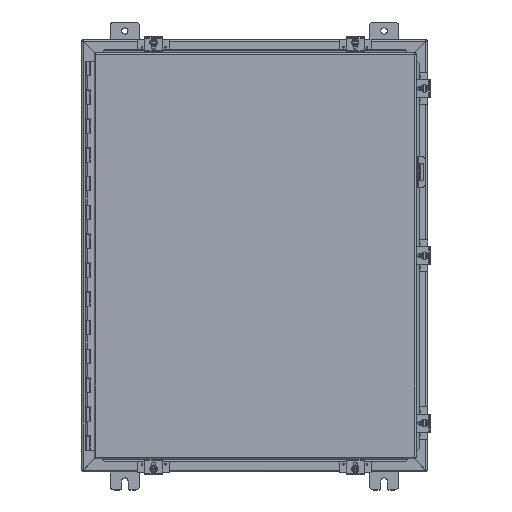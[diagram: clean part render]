
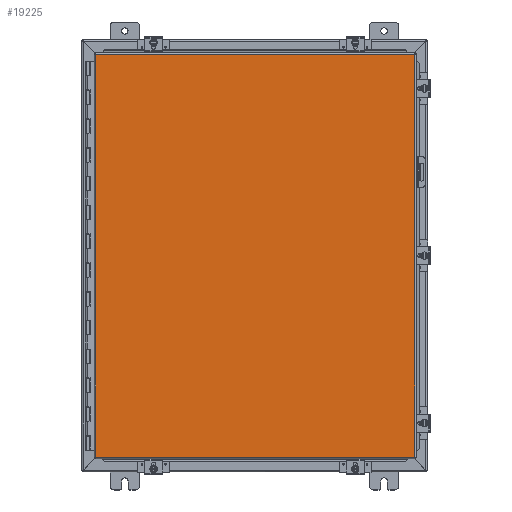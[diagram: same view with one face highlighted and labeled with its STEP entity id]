
A CAD part, top view. The second image highlights one B-rep face of the part: STEP entity #19225.
In plain terms, the highlighted face is planar.
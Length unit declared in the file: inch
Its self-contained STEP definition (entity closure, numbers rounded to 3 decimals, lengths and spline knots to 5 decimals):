
#1453 = DIRECTION ( 'NONE',  ( 0., -1., 0. ) ) ;
#1713 = CARTESIAN_POINT ( 'NONE',  ( 11.08225, -13.9885, 0. ) ) ;
#7512 = AXIS2_PLACEMENT_3D ( 'NONE', #18142, #18085, #18036 ) ;
#9304 = EDGE_CURVE ( 'NONE', #41180, #23489, #41441, .T. ) ;
#9905 = EDGE_CURVE ( 'NONE', #42386, #33767, #32474, .T. ) ;
#10898 = EDGE_CURVE ( 'NONE', #23489, #42386, #19563, .T. ) ;
#11083 = EDGE_CURVE ( 'NONE', #33767, #41180, #15375, .T. ) ;
#12315 = CARTESIAN_POINT ( 'NONE',  ( 11.08225, 13.9885, 0. ) ) ;
#13290 = ORIENTED_EDGE ( 'NONE', *, *, #9905, .T. ) ;
#15375 = LINE ( 'NONE', #41333, #15461 ) ;
#15461 = VECTOR ( 'NONE', #1453, 39.37008 ) ;
#16368 = CARTESIAN_POINT ( 'NONE',  ( 5.54112, -13.9885, 0. ) ) ;
#17094 = DIRECTION ( 'NONE',  ( 0., 1., 0. ) ) ;
#18036 = DIRECTION ( 'NONE',  ( 1., 0., 0. ) ) ;
#18085 = DIRECTION ( 'NONE',  ( 0., 0., 1. ) ) ;
#18142 = CARTESIAN_POINT ( 'NONE',  ( 0., 0., 0. ) ) ;
#18385 = ORIENTED_EDGE ( 'NONE', *, *, #9304, .T. ) ;
#18477 = PLANE ( 'NONE',  #7512 ) ;
#19225 = ADVANCED_FACE ( 'NONE', ( #23798 ), #18477, .F. ) ;
#19443 = VECTOR ( 'NONE', #17094, 39.37008 ) ;
#19563 = LINE ( 'NONE', #22016, #19443 ) ;
#22016 = CARTESIAN_POINT ( 'NONE',  ( -11.08225, -6.99425, 0. ) ) ;
#23489 = VERTEX_POINT ( 'NONE', #37197 ) ;
#23798 = FACE_OUTER_BOUND ( 'NONE', #33066, .T. ) ;
#25271 = DIRECTION ( 'NONE',  ( 1., 0., 0. ) ) ;
#27390 = CARTESIAN_POINT ( 'NONE',  ( -5.59375, 13.9885, 0. ) ) ;
#29293 = DIRECTION ( 'NONE',  ( -1., 0., 0. ) ) ;
#29950 = CARTESIAN_POINT ( 'NONE',  ( -11.08225, 13.9885, 0. ) ) ;
#32189 = VECTOR ( 'NONE', #25271, 39.37008 ) ;
#32474 = LINE ( 'NONE', #27390, #32189 ) ;
#33066 = EDGE_LOOP ( 'NONE', ( #34837, #13290, #36008, #18385 ) ) ;
#33767 = VERTEX_POINT ( 'NONE', #12315 ) ;
#34837 = ORIENTED_EDGE ( 'NONE', *, *, #10898, .T. ) ;
#36008 = ORIENTED_EDGE ( 'NONE', *, *, #11083, .T. ) ;
#37197 = CARTESIAN_POINT ( 'NONE',  ( -11.08225, -13.9885, 0. ) ) ;
#41180 = VERTEX_POINT ( 'NONE', #1713 ) ;
#41333 = CARTESIAN_POINT ( 'NONE',  ( 11.08225, 6.99425, 0. ) ) ;
#41346 = VECTOR ( 'NONE', #29293, 39.37008 ) ;
#41441 = LINE ( 'NONE', #16368, #41346 ) ;
#42386 = VERTEX_POINT ( 'NONE', #29950 ) ;
